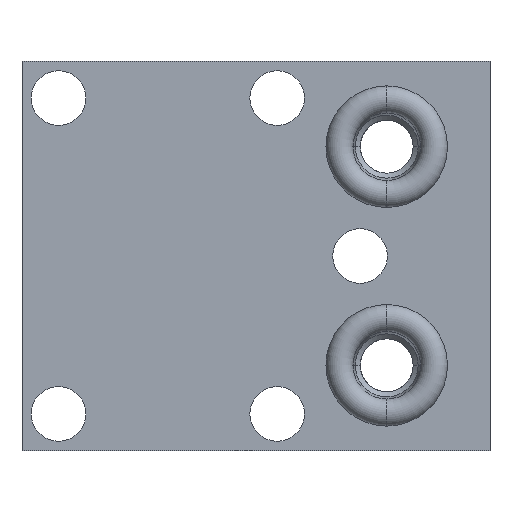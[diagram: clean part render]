
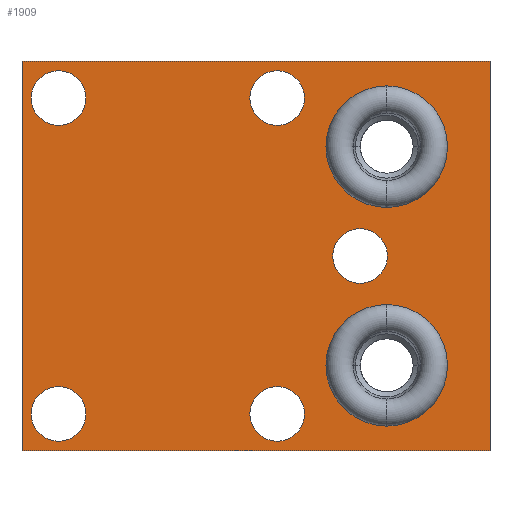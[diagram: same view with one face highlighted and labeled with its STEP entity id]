
A CAD part, left-side view. The second image highlights one B-rep face of the part: STEP entity #1909.
In plain terms, the highlighted planar face has unit normal (-1, 0, 0).
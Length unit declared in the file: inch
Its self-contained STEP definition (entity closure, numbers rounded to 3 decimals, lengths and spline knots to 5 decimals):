
#404=DIRECTION('',(0.,-1.,0.));
#405=VECTOR('',#404,2.406);
#406=CARTESIAN_POINT('',(-1.25,0.75,1.));
#407=LINE('',#406,#405);
#408=DIRECTION('',(0.,0.,-1.));
#409=VECTOR('',#408,2.);
#410=CARTESIAN_POINT('',(-1.25,-1.656,1.));
#411=LINE('',#410,#409);
#412=DIRECTION('',(0.,1.,0.));
#413=VECTOR('',#412,2.406);
#414=CARTESIAN_POINT('',(-1.25,-1.656,-1.));
#415=LINE('',#414,#413);
#416=DIRECTION('',(0.,0.,1.));
#417=VECTOR('',#416,2.);
#418=CARTESIAN_POINT('',(-1.25,0.75,-1.));
#419=LINE('',#418,#417);
#420=CARTESIAN_POINT('',(-1.25,0.562,0.812));
#421=DIRECTION('',(-1.,0.,0.));
#422=DIRECTION('',(0.,-1.,0.));
#423=AXIS2_PLACEMENT_3D('',#420,#421,#422);
#425=CARTESIAN_POINT('',(-1.25,0.562,0.812));
#426=DIRECTION('',(-1.,0.,0.));
#427=DIRECTION('',(0.,1.,0.));
#428=AXIS2_PLACEMENT_3D('',#425,#426,#427);
#430=CARTESIAN_POINT('',(-1.25,0.562,-0.812));
#431=DIRECTION('',(-1.,0.,0.));
#432=DIRECTION('',(0.,-1.,0.));
#433=AXIS2_PLACEMENT_3D('',#430,#431,#432);
#435=CARTESIAN_POINT('',(-1.25,0.562,-0.812));
#436=DIRECTION('',(-1.,0.,0.));
#437=DIRECTION('',(0.,1.,0.));
#438=AXIS2_PLACEMENT_3D('',#435,#436,#437);
#440=CARTESIAN_POINT('',(-1.25,-0.562,0.812));
#441=DIRECTION('',(-1.,0.,0.));
#442=DIRECTION('',(0.,-1.,0.));
#443=AXIS2_PLACEMENT_3D('',#440,#441,#442);
#445=CARTESIAN_POINT('',(-1.25,-0.562,0.812));
#446=DIRECTION('',(-1.,0.,0.));
#447=DIRECTION('',(0.,1.,0.));
#448=AXIS2_PLACEMENT_3D('',#445,#446,#447);
#450=CARTESIAN_POINT('',(-1.25,-0.562,-0.812));
#451=DIRECTION('',(-1.,0.,0.));
#452=DIRECTION('',(0.,-1.,0.));
#453=AXIS2_PLACEMENT_3D('',#450,#451,#452);
#455=CARTESIAN_POINT('',(-1.25,-0.562,-0.812));
#456=DIRECTION('',(-1.,0.,0.));
#457=DIRECTION('',(0.,1.,0.));
#458=AXIS2_PLACEMENT_3D('',#455,#456,#457);
#460=CARTESIAN_POINT('',(-1.25,-0.988,0.));
#461=DIRECTION('',(-1.,0.,0.));
#462=DIRECTION('',(0.,-1.,0.));
#463=AXIS2_PLACEMENT_3D('',#460,#461,#462);
#465=CARTESIAN_POINT('',(-1.25,-0.988,0.));
#466=DIRECTION('',(-1.,0.,0.));
#467=DIRECTION('',(0.,1.,0.));
#468=AXIS2_PLACEMENT_3D('',#465,#466,#467);
#470=CARTESIAN_POINT('',(-1.25,-1.125,0.562));
#471=DIRECTION('',(1.,0.,0.));
#472=DIRECTION('',(0.,1.,0.));
#473=AXIS2_PLACEMENT_3D('',#470,#471,#472);
#475=CARTESIAN_POINT('',(-1.25,-1.125,0.562));
#476=DIRECTION('',(1.,0.,0.));
#477=DIRECTION('',(0.,-1.,0.));
#478=AXIS2_PLACEMENT_3D('',#475,#476,#477);
#480=CARTESIAN_POINT('',(-1.25,-1.125,-0.562));
#481=DIRECTION('',(1.,0.,0.));
#482=DIRECTION('',(0.,1.,0.));
#483=AXIS2_PLACEMENT_3D('',#480,#481,#482);
#485=CARTESIAN_POINT('',(-1.25,-1.125,-0.562));
#486=DIRECTION('',(1.,0.,0.));
#487=DIRECTION('',(0.,-1.,0.));
#488=AXIS2_PLACEMENT_3D('',#485,#486,#487);
#1170=CARTESIAN_POINT('',(-1.25,0.75,1.));
#1171=CARTESIAN_POINT('',(-1.25,-1.656,1.));
#1172=VERTEX_POINT('',#1170);
#1173=VERTEX_POINT('',#1171);
#1174=CARTESIAN_POINT('',(-1.25,-1.656,-1.));
#1175=VERTEX_POINT('',#1174);
#1176=CARTESIAN_POINT('',(-1.25,0.75,-1.));
#1177=VERTEX_POINT('',#1176);
#1198=CARTESIAN_POINT('',(-1.25,0.4215,0.812));
#1199=CARTESIAN_POINT('',(-1.25,0.7025,0.812));
#1200=VERTEX_POINT('',#1198);
#1201=VERTEX_POINT('',#1199);
#1210=CARTESIAN_POINT('',(-1.25,-0.8125,0.562));
#1211=CARTESIAN_POINT('',(-1.25,-1.4375,0.562));
#1212=VERTEX_POINT('',#1210);
#1213=VERTEX_POINT('',#1211);
#1230=CARTESIAN_POINT('',(-1.25,-0.8125,-0.562));
#1231=CARTESIAN_POINT('',(-1.25,-1.4375,-0.562));
#1232=VERTEX_POINT('',#1230);
#1233=VERTEX_POINT('',#1231);
#1360=CARTESIAN_POINT('',(-1.25,0.4215,-0.812));
#1361=CARTESIAN_POINT('',(-1.25,0.7025,-0.812));
#1362=VERTEX_POINT('',#1360);
#1363=VERTEX_POINT('',#1361);
#1368=CARTESIAN_POINT('',(-1.25,-0.7025,0.812));
#1369=CARTESIAN_POINT('',(-1.25,-0.4215,0.812));
#1370=VERTEX_POINT('',#1368);
#1371=VERTEX_POINT('',#1369);
#1376=CARTESIAN_POINT('',(-1.25,-0.7025,-0.812));
#1377=CARTESIAN_POINT('',(-1.25,-0.4215,-0.812));
#1378=VERTEX_POINT('',#1376);
#1379=VERTEX_POINT('',#1377);
#1384=CARTESIAN_POINT('',(-1.25,-1.1285,0.));
#1385=CARTESIAN_POINT('',(-1.25,-0.8475,0.));
#1386=VERTEX_POINT('',#1384);
#1387=VERTEX_POINT('',#1385);
#1854=CARTESIAN_POINT('',(-1.25,0.,0.));
#1855=DIRECTION('',(1.,0.,0.));
#1856=DIRECTION('',(0.,0.,-1.));
#1857=AXIS2_PLACEMENT_3D('',#1854,#1855,#1856);
#1858=PLANE('',#1857);
#1859=ORIENTED_EDGE('',*,*,#1847,.T.);
#1860=ORIENTED_EDGE('',*,*,#1437,.T.);
#1862=ORIENTED_EDGE('',*,*,#1861,.T.);
#1864=ORIENTED_EDGE('',*,*,#1863,.T.);
#1865=EDGE_LOOP('',(#1859,#1860,#1862,#1864));
#1866=FACE_OUTER_BOUND('',#1865,.F.);
#1868=ORIENTED_EDGE('',*,*,#1867,.T.);
#1870=ORIENTED_EDGE('',*,*,#1869,.T.);
#1871=EDGE_LOOP('',(#1868,#1870));
#1872=FACE_BOUND('',#1871,.F.);
#1874=ORIENTED_EDGE('',*,*,#1873,.T.);
#1876=ORIENTED_EDGE('',*,*,#1875,.T.);
#1877=EDGE_LOOP('',(#1874,#1876));
#1878=FACE_BOUND('',#1877,.F.);
#1880=ORIENTED_EDGE('',*,*,#1879,.T.);
#1882=ORIENTED_EDGE('',*,*,#1881,.T.);
#1883=EDGE_LOOP('',(#1880,#1882));
#1884=FACE_BOUND('',#1883,.F.);
#1886=ORIENTED_EDGE('',*,*,#1885,.T.);
#1888=ORIENTED_EDGE('',*,*,#1887,.T.);
#1889=EDGE_LOOP('',(#1886,#1888));
#1890=FACE_BOUND('',#1889,.F.);
#1892=ORIENTED_EDGE('',*,*,#1891,.T.);
#1894=ORIENTED_EDGE('',*,*,#1893,.T.);
#1895=EDGE_LOOP('',(#1892,#1894));
#1896=FACE_BOUND('',#1895,.F.);
#1898=ORIENTED_EDGE('',*,*,#1897,.F.);
#1900=ORIENTED_EDGE('',*,*,#1899,.F.);
#1901=EDGE_LOOP('',(#1898,#1900));
#1902=FACE_BOUND('',#1901,.F.);
#1904=ORIENTED_EDGE('',*,*,#1903,.F.);
#1906=ORIENTED_EDGE('',*,*,#1905,.F.);
#1907=EDGE_LOOP('',(#1904,#1906));
#1908=FACE_BOUND('',#1907,.F.);
#1909=ADVANCED_FACE('',(#1866,#1872,#1878,#1884,#1890,#1896,#1902,#1908),#1858,
.F.);
#424=CIRCLE('',#423,0.1405);
#429=CIRCLE('',#428,0.1405);
#434=CIRCLE('',#433,0.1405);
#439=CIRCLE('',#438,0.1405);
#444=CIRCLE('',#443,0.1405);
#449=CIRCLE('',#448,0.1405);
#454=CIRCLE('',#453,0.1405);
#459=CIRCLE('',#458,0.1405);
#464=CIRCLE('',#463,0.1405);
#469=CIRCLE('',#468,0.1405);
#474=CIRCLE('',#473,0.3125);
#479=CIRCLE('',#478,0.3125);
#484=CIRCLE('',#483,0.3125);
#489=CIRCLE('',#488,0.3125);
#1437=EDGE_CURVE('',#1173,#1175,#411,.T.);
#1847=EDGE_CURVE('',#1172,#1173,#407,.T.);
#1861=EDGE_CURVE('',#1175,#1177,#415,.T.);
#1863=EDGE_CURVE('',#1177,#1172,#419,.T.);
#1867=EDGE_CURVE('',#1200,#1201,#424,.T.);
#1869=EDGE_CURVE('',#1201,#1200,#429,.T.);
#1873=EDGE_CURVE('',#1362,#1363,#434,.T.);
#1875=EDGE_CURVE('',#1363,#1362,#439,.T.);
#1879=EDGE_CURVE('',#1370,#1371,#444,.T.);
#1881=EDGE_CURVE('',#1371,#1370,#449,.T.);
#1885=EDGE_CURVE('',#1378,#1379,#454,.T.);
#1887=EDGE_CURVE('',#1379,#1378,#459,.T.);
#1891=EDGE_CURVE('',#1386,#1387,#464,.T.);
#1893=EDGE_CURVE('',#1387,#1386,#469,.T.);
#1897=EDGE_CURVE('',#1212,#1213,#474,.T.);
#1899=EDGE_CURVE('',#1213,#1212,#479,.T.);
#1903=EDGE_CURVE('',#1232,#1233,#484,.T.);
#1905=EDGE_CURVE('',#1233,#1232,#489,.T.);
